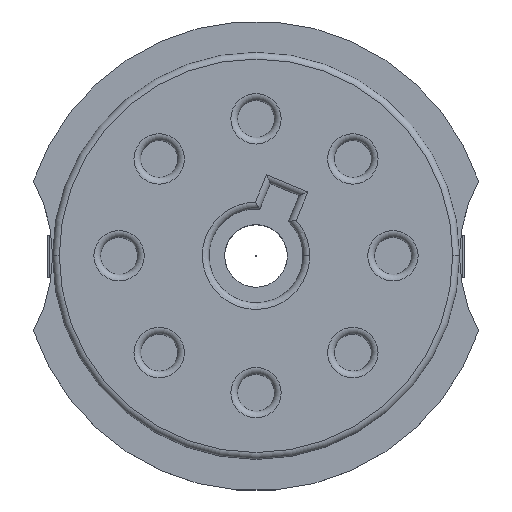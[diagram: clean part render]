
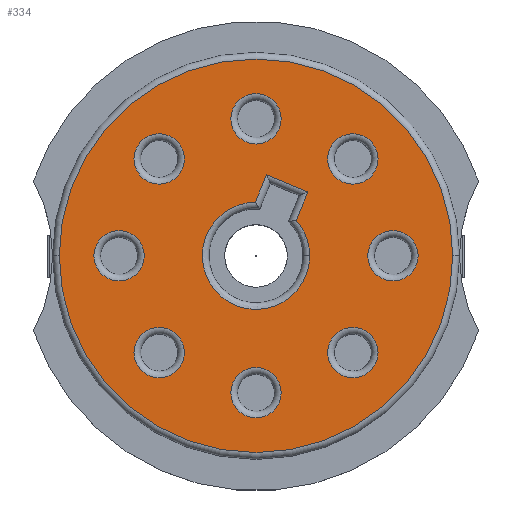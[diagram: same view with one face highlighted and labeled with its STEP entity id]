
A CAD part, top view. The second image highlights one B-rep face of the part: STEP entity #334.
In plain terms, the highlighted planar face has unit normal (0, 0, 1).
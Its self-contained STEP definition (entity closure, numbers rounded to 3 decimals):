
#113 = VERTEX_POINT('',#114);
#114 = CARTESIAN_POINT('',(12.798,-9.369,17.73));
#123 = VERTEX_POINT('',#124);
#124 = CARTESIAN_POINT('',(9.325,-5.941,17.73));
#159 = EDGE_CURVE('',#113,#123,#160,.T.);
#160 = CIRCLE('',#161,3.429);
#161 = AXIS2_PLACEMENT_3D('',#162,#163,#164);
#162 = CARTESIAN_POINT('',(9.369,-9.369,17.73));
#163 = DIRECTION('',(0.,0.,-1.));
#164 = DIRECTION('',(1.,0.,0.));
#229 = VERTEX_POINT('',#230);
#230 = CARTESIAN_POINT('',(11.938,-7.099,17.73));
#257 = EDGE_CURVE('',#229,#113,#258,.T.);
#258 = CIRCLE('',#259,3.429);
#259 = AXIS2_PLACEMENT_3D('',#260,#261,#262);
#260 = CARTESIAN_POINT('',(9.369,-9.369,17.73));
#261 = DIRECTION('',(0.,0.,-1.));
#262 = DIRECTION('',(0.689,0.725,0.));
#314 = VERTEX_POINT('',#315);
#315 = CARTESIAN_POINT('',(10.051,-4.19,17.73));
#322 = EDGE_CURVE('',#314,#123,#323,.T.);
#323 = LINE('',#324,#325);
#324 = CARTESIAN_POINT('',(9.887,-4.586,17.73));
#325 = VECTOR('',#326,1.);
#326 = DIRECTION('',(-0.383,-0.924,0.));
#334 = ADVANCED_FACE('',(#335,#355,#374,#385,#396,#407,#418,#429,#440,
#451),#462,.T.);
#335 = FACE_BOUND('',#336,.T.);
#336 = EDGE_LOOP('',(#337,#348));
#337 = ORIENTED_EDGE('',*,*,#338,.F.);
#338 = EDGE_CURVE('',#339,#341,#343,.T.);
#339 = VERTEX_POINT('',#340);
#340 = CARTESIAN_POINT('',(21.941,-9.369,17.73));
#341 = VERTEX_POINT('',#342);
#342 = CARTESIAN_POINT('',(-3.202,-9.369,17.73));
#343 = CIRCLE('',#344,12.571);
#344 = AXIS2_PLACEMENT_3D('',#345,#346,#347);
#345 = CARTESIAN_POINT('',(9.369,-9.369,17.73));
#346 = DIRECTION('',(0.,0.,-1.));
#347 = DIRECTION('',(1.,0.,0.));
#348 = ORIENTED_EDGE('',*,*,#349,.F.);
#349 = EDGE_CURVE('',#341,#339,#350,.T.);
#350 = CIRCLE('',#351,12.571);
#351 = AXIS2_PLACEMENT_3D('',#352,#353,#354);
#352 = CARTESIAN_POINT('',(9.369,-9.369,17.73));
#353 = DIRECTION('',(0.,0.,-1.));
#354 = DIRECTION('',(-1.,0.,0.));
#355 = FACE_BOUND('',#356,.T.);
#356 = EDGE_LOOP('',(#357,#358,#359,#360,#368));
#357 = ORIENTED_EDGE('',*,*,#257,.T.);
#358 = ORIENTED_EDGE('',*,*,#159,.T.);
#359 = ORIENTED_EDGE('',*,*,#322,.F.);
#360 = ORIENTED_EDGE('',*,*,#361,.F.);
#361 = EDGE_CURVE('',#362,#314,#364,.T.);
#362 = VERTEX_POINT('',#363);
#363 = CARTESIAN_POINT('',(12.69,-5.283,17.73));
#364 = LINE('',#365,#366);
#365 = CARTESIAN_POINT('',(12.294,-5.119,17.73));
#366 = VECTOR('',#367,1.);
#367 = DIRECTION('',(-0.924,0.383,0.));
#368 = ORIENTED_EDGE('',*,*,#369,.F.);
#369 = EDGE_CURVE('',#229,#362,#370,.T.);
#370 = LINE('',#371,#372);
#371 = CARTESIAN_POINT('',(11.831,-7.358,17.73));
#372 = VECTOR('',#373,1.);
#373 = DIRECTION('',(0.383,0.924,0.));
#374 = FACE_BOUND('',#375,.T.);
#375 = EDGE_LOOP('',(#376));
#376 = ORIENTED_EDGE('',*,*,#377,.T.);
#377 = EDGE_CURVE('',#378,#378,#380,.T.);
#378 = VERTEX_POINT('',#379);
#379 = CARTESIAN_POINT('',(10.978,-0.619,17.73));
#380 = CIRCLE('',#381,1.609);
#381 = AXIS2_PLACEMENT_3D('',#382,#383,#384);
#382 = CARTESIAN_POINT('',(9.369,-0.619,17.73));
#383 = DIRECTION('',(0.,0.,-1.));
#384 = DIRECTION('',(1.,0.,0.));
#385 = FACE_BOUND('',#386,.T.);
#386 = EDGE_LOOP('',(#387));
#387 = ORIENTED_EDGE('',*,*,#388,.T.);
#388 = EDGE_CURVE('',#389,#389,#391,.T.);
#389 = VERTEX_POINT('',#390);
#390 = CARTESIAN_POINT('',(17.165,-3.182,17.73));
#391 = CIRCLE('',#392,1.609);
#392 = AXIS2_PLACEMENT_3D('',#393,#394,#395);
#393 = CARTESIAN_POINT('',(15.556,-3.182,17.73));
#394 = DIRECTION('',(0.,0.,-1.));
#395 = DIRECTION('',(1.,0.,0.));
#396 = FACE_BOUND('',#397,.T.);
#397 = EDGE_LOOP('',(#398));
#398 = ORIENTED_EDGE('',*,*,#399,.T.);
#399 = EDGE_CURVE('',#400,#400,#402,.T.);
#400 = VERTEX_POINT('',#401);
#401 = CARTESIAN_POINT('',(4.791,-3.182,17.73));
#402 = CIRCLE('',#403,1.609);
#403 = AXIS2_PLACEMENT_3D('',#404,#405,#406);
#404 = CARTESIAN_POINT('',(3.182,-3.182,17.73));
#405 = DIRECTION('',(0.,0.,-1.));
#406 = DIRECTION('',(1.,0.,0.));
#407 = FACE_BOUND('',#408,.T.);
#408 = EDGE_LOOP('',(#409));
#409 = ORIENTED_EDGE('',*,*,#410,.T.);
#410 = EDGE_CURVE('',#411,#411,#413,.T.);
#411 = VERTEX_POINT('',#412);
#412 = CARTESIAN_POINT('',(4.791,-15.556,17.73));
#413 = CIRCLE('',#414,1.609);
#414 = AXIS2_PLACEMENT_3D('',#415,#416,#417);
#415 = CARTESIAN_POINT('',(3.182,-15.556,17.73));
#416 = DIRECTION('',(0.,0.,-1.));
#417 = DIRECTION('',(1.,0.,0.));
#418 = FACE_BOUND('',#419,.T.);
#419 = EDGE_LOOP('',(#420));
#420 = ORIENTED_EDGE('',*,*,#421,.T.);
#421 = EDGE_CURVE('',#422,#422,#424,.T.);
#422 = VERTEX_POINT('',#423);
#423 = CARTESIAN_POINT('',(2.228,-9.369,17.73));
#424 = CIRCLE('',#425,1.609);
#425 = AXIS2_PLACEMENT_3D('',#426,#427,#428);
#426 = CARTESIAN_POINT('',(0.619,-9.369,17.73));
#427 = DIRECTION('',(0.,0.,-1.));
#428 = DIRECTION('',(1.,0.,0.));
#429 = FACE_BOUND('',#430,.T.);
#430 = EDGE_LOOP('',(#431));
#431 = ORIENTED_EDGE('',*,*,#432,.T.);
#432 = EDGE_CURVE('',#433,#433,#435,.T.);
#433 = VERTEX_POINT('',#434);
#434 = CARTESIAN_POINT('',(17.165,-15.556,17.73));
#435 = CIRCLE('',#436,1.609);
#436 = AXIS2_PLACEMENT_3D('',#437,#438,#439);
#437 = CARTESIAN_POINT('',(15.556,-15.556,17.73));
#438 = DIRECTION('',(0.,0.,-1.));
#439 = DIRECTION('',(1.,0.,0.));
#440 = FACE_BOUND('',#441,.T.);
#441 = EDGE_LOOP('',(#442));
#442 = ORIENTED_EDGE('',*,*,#443,.T.);
#443 = EDGE_CURVE('',#444,#444,#446,.T.);
#444 = VERTEX_POINT('',#445);
#445 = CARTESIAN_POINT('',(10.978,-18.119,17.73));
#446 = CIRCLE('',#447,1.609);
#447 = AXIS2_PLACEMENT_3D('',#448,#449,#450);
#448 = CARTESIAN_POINT('',(9.369,-18.119,17.73));
#449 = DIRECTION('',(0.,0.,-1.));
#450 = DIRECTION('',(1.,0.,0.));
#451 = FACE_BOUND('',#452,.T.);
#452 = EDGE_LOOP('',(#453));
#453 = ORIENTED_EDGE('',*,*,#454,.T.);
#454 = EDGE_CURVE('',#455,#455,#457,.T.);
#455 = VERTEX_POINT('',#456);
#456 = CARTESIAN_POINT('',(19.728,-9.369,17.73));
#457 = CIRCLE('',#458,1.609);
#458 = AXIS2_PLACEMENT_3D('',#459,#460,#461);
#459 = CARTESIAN_POINT('',(18.119,-9.369,17.73));
#460 = DIRECTION('',(0.,0.,-1.));
#461 = DIRECTION('',(1.,0.,0.));
#462 = PLANE('',#463);
#463 = AXIS2_PLACEMENT_3D('',#464,#465,#466);
#464 = CARTESIAN_POINT('',(9.369,-9.369,17.73));
#465 = DIRECTION('',(0.,0.,1.));
#466 = DIRECTION('',(1.,0.,0.));
